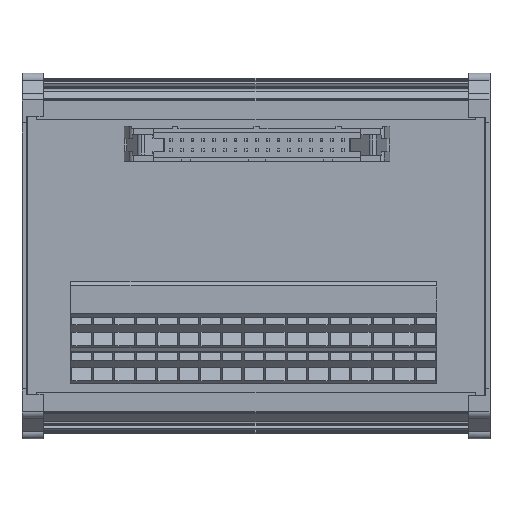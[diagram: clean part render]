
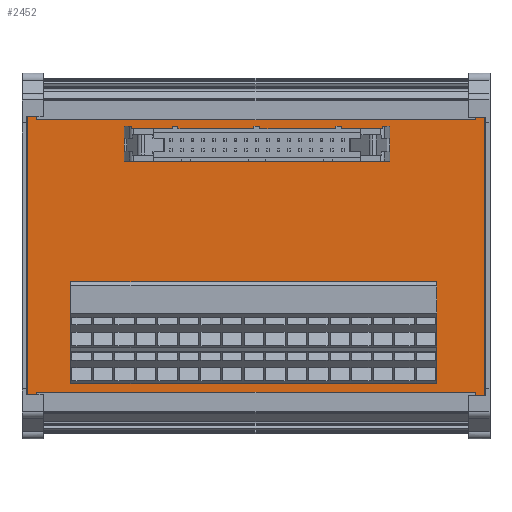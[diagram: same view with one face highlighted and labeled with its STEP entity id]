
A CAD part, top view. The second image highlights one B-rep face of the part: STEP entity #2452.
In plain terms, the highlighted planar face has unit normal (0, 0, 1).
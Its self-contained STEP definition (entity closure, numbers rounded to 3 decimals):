
#2310=AXIS2_PLACEMENT_3D('Plane Axis2P3D',#2307,#2308,#2309) ;
#2202=CARTESIAN_POINT('Vertex',(1.25,9.3,36.952)) ;
#2205=CARTESIAN_POINT('Line Origine',(1.25,43.2,36.952)) ;
#2209=CARTESIAN_POINT('Vertex',(1.25,77.1,36.952)) ;
#2239=CARTESIAN_POINT('Vertex',(109.25,9.3,36.952)) ;
#2242=CARTESIAN_POINT('Line Origine',(55.25,9.3,36.952)) ;
#2266=CARTESIAN_POINT('Vertex',(109.25,77.1,36.952)) ;
#2269=CARTESIAN_POINT('Line Origine',(109.25,43.2,36.952)) ;
#2292=CARTESIAN_POINT('Line Origine',(55.25,77.1,36.952)) ;
#2307=CARTESIAN_POINT('Axis2P3D Location',(1.25,9.3,36.952)) ;
#2318=CARTESIAN_POINT('Line Origine',(24.995,73.834,36.952)) ;
#2322=CARTESIAN_POINT('Vertex',(24.13,73.834,36.952)) ;
#2324=CARTESIAN_POINT('Vertex',(25.86,73.834,36.952)) ;
#2327=CARTESIAN_POINT('Line Origine',(25.86,73.534,36.952)) ;
#2331=CARTESIAN_POINT('Vertex',(25.86,73.234,36.952)) ;
#2334=CARTESIAN_POINT('Line Origine',(27.195,73.234,36.952)) ;
#2338=CARTESIAN_POINT('Vertex',(28.53,73.234,36.952)) ;
#2341=CARTESIAN_POINT('Line Origine',(28.53,69.384,36.952)) ;
#2345=CARTESIAN_POINT('Vertex',(28.53,65.534,36.952)) ;
#2348=CARTESIAN_POINT('Line Origine',(26.33,65.534,36.952)) ;
#2352=CARTESIAN_POINT('Vertex',(24.13,65.534,36.952)) ;
#2355=CARTESIAN_POINT('Line Origine',(24.13,69.684,36.952)) ;
#2368=CARTESIAN_POINT('Line Origine',(83.745,73.234,36.952)) ;
#2372=CARTESIAN_POINT('Vertex',(82.41,73.234,36.952)) ;
#2374=CARTESIAN_POINT('Vertex',(85.08,73.234,36.952)) ;
#2377=CARTESIAN_POINT('Line Origine',(85.08,73.534,36.952)) ;
#2381=CARTESIAN_POINT('Vertex',(85.08,73.834,36.952)) ;
#2384=CARTESIAN_POINT('Line Origine',(85.945,73.834,36.952)) ;
#2388=CARTESIAN_POINT('Vertex',(86.81,73.834,36.952)) ;
#2391=CARTESIAN_POINT('Line Origine',(86.81,69.684,36.952)) ;
#2395=CARTESIAN_POINT('Vertex',(86.81,65.534,36.952)) ;
#2398=CARTESIAN_POINT('Line Origine',(84.61,65.534,36.952)) ;
#2402=CARTESIAN_POINT('Vertex',(82.41,65.534,36.952)) ;
#2405=CARTESIAN_POINT('Line Origine',(82.41,69.384,36.952)) ;
#2418=CARTESIAN_POINT('Line Origine',(97.9,25.77,36.952)) ;
#2422=CARTESIAN_POINT('Vertex',(97.9,37.07,36.952)) ;
#2424=CARTESIAN_POINT('Vertex',(97.9,14.47,36.952)) ;
#2427=CARTESIAN_POINT('Line Origine',(54.72,14.47,36.952)) ;
#2431=CARTESIAN_POINT('Vertex',(11.54,14.47,36.952)) ;
#2434=CARTESIAN_POINT('Line Origine',(11.54,25.77,36.952)) ;
#2438=CARTESIAN_POINT('Vertex',(11.54,37.07,36.952)) ;
#2441=CARTESIAN_POINT('Line Origine',(54.72,37.07,36.952)) ;
#2206=DIRECTION('Vector Direction',(0.,-1.,0.)) ;
#2243=DIRECTION('Vector Direction',(1.,0.,0.)) ;
#2270=DIRECTION('Vector Direction',(0.,1.,0.)) ;
#2293=DIRECTION('Vector Direction',(-1.,0.,0.)) ;
#2308=DIRECTION('Axis2P3D Direction',(0.,0.,-1.)) ;
#2309=DIRECTION('Axis2P3D XDirection',(0.,1.,0.)) ;
#2319=DIRECTION('Vector Direction',(1.,0.,0.)) ;
#2328=DIRECTION('Vector Direction',(0.,1.,0.)) ;
#2335=DIRECTION('Vector Direction',(-1.,0.,0.)) ;
#2342=DIRECTION('Vector Direction',(0.,-1.,0.)) ;
#2349=DIRECTION('Vector Direction',(-1.,0.,0.)) ;
#2356=DIRECTION('Vector Direction',(0.,-1.,0.)) ;
#2369=DIRECTION('Vector Direction',(1.,0.,0.)) ;
#2378=DIRECTION('Vector Direction',(0.,-1.,0.)) ;
#2385=DIRECTION('Vector Direction',(-1.,0.,0.)) ;
#2392=DIRECTION('Vector Direction',(0.,-1.,0.)) ;
#2399=DIRECTION('Vector Direction',(-1.,0.,0.)) ;
#2406=DIRECTION('Vector Direction',(0.,1.,0.)) ;
#2419=DIRECTION('Vector Direction',(0.,-1.,0.)) ;
#2428=DIRECTION('Vector Direction',(-1.,0.,0.)) ;
#2435=DIRECTION('Vector Direction',(0.,-1.,0.)) ;
#2442=DIRECTION('Vector Direction',(-1.,0.,0.)) ;
#2207=VECTOR('Line Direction',#2206,1.) ;
#2244=VECTOR('Line Direction',#2243,1.) ;
#2271=VECTOR('Line Direction',#2270,1.) ;
#2294=VECTOR('Line Direction',#2293,1.) ;
#2320=VECTOR('Line Direction',#2319,1.) ;
#2329=VECTOR('Line Direction',#2328,1.) ;
#2336=VECTOR('Line Direction',#2335,1.) ;
#2343=VECTOR('Line Direction',#2342,1.) ;
#2350=VECTOR('Line Direction',#2349,1.) ;
#2357=VECTOR('Line Direction',#2356,1.) ;
#2370=VECTOR('Line Direction',#2369,1.) ;
#2379=VECTOR('Line Direction',#2378,1.) ;
#2386=VECTOR('Line Direction',#2385,1.) ;
#2393=VECTOR('Line Direction',#2392,1.) ;
#2400=VECTOR('Line Direction',#2399,1.) ;
#2407=VECTOR('Line Direction',#2406,1.) ;
#2420=VECTOR('Line Direction',#2419,1.) ;
#2429=VECTOR('Line Direction',#2428,1.) ;
#2436=VECTOR('Line Direction',#2435,1.) ;
#2443=VECTOR('Line Direction',#2442,1.) ;
#2313=ORIENTED_EDGE('',*,*,#2211,.T.) ;
#2314=ORIENTED_EDGE('',*,*,#2246,.T.) ;
#2315=ORIENTED_EDGE('',*,*,#2273,.T.) ;
#2316=ORIENTED_EDGE('',*,*,#2296,.T.) ;
#2361=ORIENTED_EDGE('',*,*,#2326,.T.) ;
#2362=ORIENTED_EDGE('',*,*,#2333,.F.) ;
#2363=ORIENTED_EDGE('',*,*,#2340,.F.) ;
#2364=ORIENTED_EDGE('',*,*,#2347,.T.) ;
#2365=ORIENTED_EDGE('',*,*,#2354,.T.) ;
#2366=ORIENTED_EDGE('',*,*,#2359,.F.) ;
#2411=ORIENTED_EDGE('',*,*,#2376,.T.) ;
#2412=ORIENTED_EDGE('',*,*,#2383,.F.) ;
#2413=ORIENTED_EDGE('',*,*,#2390,.F.) ;
#2414=ORIENTED_EDGE('',*,*,#2397,.T.) ;
#2415=ORIENTED_EDGE('',*,*,#2404,.T.) ;
#2416=ORIENTED_EDGE('',*,*,#2409,.T.) ;
#2447=ORIENTED_EDGE('',*,*,#2426,.T.) ;
#2448=ORIENTED_EDGE('',*,*,#2433,.T.) ;
#2449=ORIENTED_EDGE('',*,*,#2440,.F.) ;
#2450=ORIENTED_EDGE('',*,*,#2445,.F.) ;
#2367=FACE_BOUND('',#2360,.T.) ;
#2417=FACE_BOUND('',#2410,.T.) ;
#2451=FACE_BOUND('',#2446,.T.) ;
#2452=ADVANCED_FACE('NONE',(#2317,#2367,#2417,#2451),#2311,.F.) ;
#2211=EDGE_CURVE('',#2210,#2203,#2208,.T.) ;
#2246=EDGE_CURVE('',#2203,#2240,#2245,.T.) ;
#2273=EDGE_CURVE('',#2240,#2267,#2272,.T.) ;
#2296=EDGE_CURVE('',#2267,#2210,#2295,.T.) ;
#2326=EDGE_CURVE('',#2323,#2325,#2321,.T.) ;
#2333=EDGE_CURVE('',#2332,#2325,#2330,.T.) ;
#2340=EDGE_CURVE('',#2339,#2332,#2337,.T.) ;
#2347=EDGE_CURVE('',#2339,#2346,#2344,.T.) ;
#2354=EDGE_CURVE('',#2346,#2353,#2351,.T.) ;
#2359=EDGE_CURVE('',#2323,#2353,#2358,.T.) ;
#2376=EDGE_CURVE('',#2373,#2375,#2371,.T.) ;
#2383=EDGE_CURVE('',#2382,#2375,#2380,.T.) ;
#2390=EDGE_CURVE('',#2389,#2382,#2387,.T.) ;
#2397=EDGE_CURVE('',#2389,#2396,#2394,.T.) ;
#2404=EDGE_CURVE('',#2396,#2403,#2401,.T.) ;
#2409=EDGE_CURVE('',#2403,#2373,#2408,.T.) ;
#2426=EDGE_CURVE('',#2423,#2425,#2421,.T.) ;
#2433=EDGE_CURVE('',#2425,#2432,#2430,.T.) ;
#2440=EDGE_CURVE('',#2439,#2432,#2437,.T.) ;
#2445=EDGE_CURVE('',#2423,#2439,#2444,.T.) ;
#2312=EDGE_LOOP('',(#2313,#2314,#2315,#2316)) ;
#2360=EDGE_LOOP('',(#2361,#2362,#2363,#2364,#2365,#2366)) ;
#2410=EDGE_LOOP('',(#2411,#2412,#2413,#2414,#2415,#2416)) ;
#2446=EDGE_LOOP('',(#2447,#2448,#2449,#2450)) ;
#2317=FACE_OUTER_BOUND('',#2312,.T.) ;
#2208=LINE('Line',#2205,#2207) ;
#2245=LINE('Line',#2242,#2244) ;
#2272=LINE('Line',#2269,#2271) ;
#2295=LINE('Line',#2292,#2294) ;
#2321=LINE('Line',#2318,#2320) ;
#2330=LINE('Line',#2327,#2329) ;
#2337=LINE('Line',#2334,#2336) ;
#2344=LINE('Line',#2341,#2343) ;
#2351=LINE('Line',#2348,#2350) ;
#2358=LINE('Line',#2355,#2357) ;
#2371=LINE('Line',#2368,#2370) ;
#2380=LINE('Line',#2377,#2379) ;
#2387=LINE('Line',#2384,#2386) ;
#2394=LINE('Line',#2391,#2393) ;
#2401=LINE('Line',#2398,#2400) ;
#2408=LINE('Line',#2405,#2407) ;
#2421=LINE('Line',#2418,#2420) ;
#2430=LINE('Line',#2427,#2429) ;
#2437=LINE('Line',#2434,#2436) ;
#2444=LINE('Line',#2441,#2443) ;
#2311=PLANE('',#2310) ;
#2203=VERTEX_POINT('',#2202) ;
#2210=VERTEX_POINT('',#2209) ;
#2240=VERTEX_POINT('',#2239) ;
#2267=VERTEX_POINT('',#2266) ;
#2323=VERTEX_POINT('',#2322) ;
#2325=VERTEX_POINT('',#2324) ;
#2332=VERTEX_POINT('',#2331) ;
#2339=VERTEX_POINT('',#2338) ;
#2346=VERTEX_POINT('',#2345) ;
#2353=VERTEX_POINT('',#2352) ;
#2373=VERTEX_POINT('',#2372) ;
#2375=VERTEX_POINT('',#2374) ;
#2382=VERTEX_POINT('',#2381) ;
#2389=VERTEX_POINT('',#2388) ;
#2396=VERTEX_POINT('',#2395) ;
#2403=VERTEX_POINT('',#2402) ;
#2423=VERTEX_POINT('',#2422) ;
#2425=VERTEX_POINT('',#2424) ;
#2432=VERTEX_POINT('',#2431) ;
#2439=VERTEX_POINT('',#2438) ;
